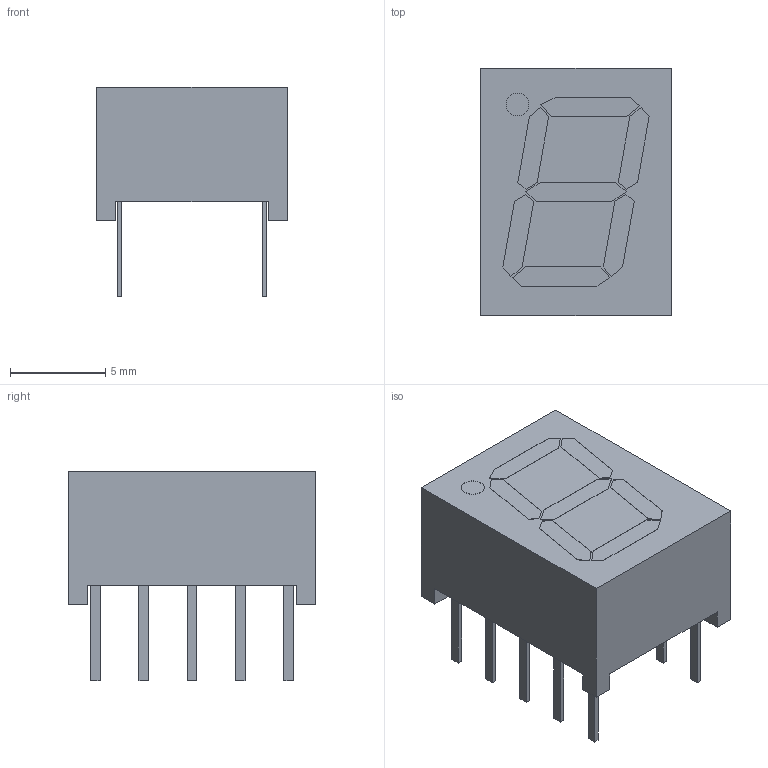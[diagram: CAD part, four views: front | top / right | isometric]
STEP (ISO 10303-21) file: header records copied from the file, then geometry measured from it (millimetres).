
FILE_DESCRIPTION(('STEP AP214'), '1');
FILE_NAME('SA39-11GWA', '', ('UNSPECIFIED'), ('UNSPECIFIED'), 'ASCON STEP Converter 1.6', 'ASCON Math Kernel', '');
FILE_SCHEMA(('AUTOMOTIVE_DESIGN { 1 0 10303 214 3 1 1}'));
Length unit declared in the file: millimetre
Bounding box: 10 x 13 x 11 mm (x, y, z)
Volume: 789.9 mm3; surface area: 627.8 mm2
Topology: 1 solids, 1 shells, 119 faces, 297 edges, 198 vertices
Faces by surface type: plane 118, cylinder 1
Full cylindrical faces by diameter (mm): 1.2 x1
Entity records: 4459 total; most frequent: CARTESIAN_POINT 614, ORIENTED_EDGE 592, DIRECTION 538, EDGE_CURVE 296, LINE 294, VECTOR 294, VERTEX_POINT 198, EDGE_LOOP 138
